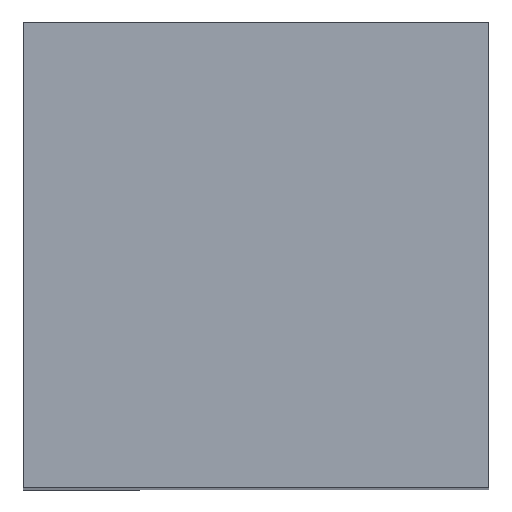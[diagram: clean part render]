
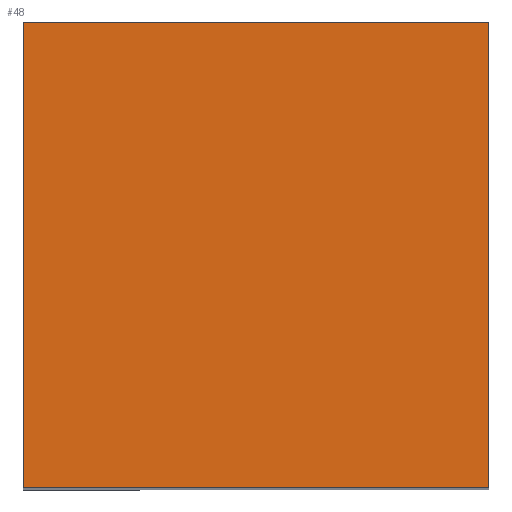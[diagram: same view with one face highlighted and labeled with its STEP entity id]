
A CAD part, top view. The second image highlights one B-rep face of the part: STEP entity #48.
In plain terms, the highlighted planar face has unit normal (0, 0, 1).
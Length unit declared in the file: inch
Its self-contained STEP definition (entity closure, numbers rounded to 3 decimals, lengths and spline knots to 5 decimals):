
#3 = VERTEX_POINT ( 'NONE', #583 ) ;
#32 = EDGE_CURVE ( 'NONE', #169, #245, #327, .T. ) ;
#48 = ADVANCED_FACE ( 'NONE', ( #363 ), #89, .T. ) ;
#60 = VECTOR ( 'NONE', #622, 39.37008 ) ;
#89 = PLANE ( 'NONE',  #302 ) ;
#90 = DIRECTION ( 'NONE',  ( 0., 0., 1. ) ) ;
#97 = CARTESIAN_POINT ( 'NONE',  ( 0.1875, 0.1875, 0. ) ) ;
#106 = DIRECTION ( 'NONE',  ( 1., 0., 0. ) ) ;
#111 = CARTESIAN_POINT ( 'NONE',  ( -0.1875, 0.1875, 0. ) ) ;
#121 = ORIENTED_EDGE ( 'NONE', *, *, #171, .T. ) ;
#168 = ORIENTED_EDGE ( 'NONE', *, *, #315, .T. ) ;
#169 = VERTEX_POINT ( 'NONE', #539 ) ;
#171 = EDGE_CURVE ( 'NONE', #265, #169, #562, .T. ) ;
#180 = LINE ( 'NONE', #431, #551 ) ;
#181 = ORIENTED_EDGE ( 'NONE', *, *, #423, .T. ) ;
#207 = CARTESIAN_POINT ( 'NONE',  ( 0.1875, 0.1875, 0. ) ) ;
#242 = CARTESIAN_POINT ( 'NONE',  ( -0.1875, -0.1875, 0. ) ) ;
#245 = VERTEX_POINT ( 'NONE', #242 ) ;
#265 = VERTEX_POINT ( 'NONE', #207 ) ;
#302 = AXIS2_PLACEMENT_3D ( 'NONE', #111, #90, #106 ) ;
#315 = EDGE_CURVE ( 'NONE', #3, #265, #613, .T. ) ;
#317 = CARTESIAN_POINT ( 'NONE',  ( -0.1875, -0.1875, 0. ) ) ;
#327 = LINE ( 'NONE', #317, #351 ) ;
#346 = DIRECTION ( 'NONE',  ( 0., 1., 0. ) ) ;
#350 = CARTESIAN_POINT ( 'NONE',  ( 0.1875, -0.1875, 0. ) ) ;
#351 = VECTOR ( 'NONE', #366, 39.37008 ) ;
#363 = FACE_OUTER_BOUND ( 'NONE', #503, .T. ) ;
#366 = DIRECTION ( 'NONE',  ( 0., -1., 0. ) ) ;
#420 = DIRECTION ( 'NONE',  ( 1., 0., 0. ) ) ;
#423 = EDGE_CURVE ( 'NONE', #245, #3, #180, .T. ) ;
#431 = CARTESIAN_POINT ( 'NONE',  ( 0.1875, -0.1875, 0. ) ) ;
#491 = ORIENTED_EDGE ( 'NONE', *, *, #32, .T. ) ;
#503 = EDGE_LOOP ( 'NONE', ( #491, #181, #168, #121 ) ) ;
#514 = VECTOR ( 'NONE', #346, 39.37008 ) ;
#539 = CARTESIAN_POINT ( 'NONE',  ( -0.1875, 0.1875, 0. ) ) ;
#551 = VECTOR ( 'NONE', #420, 39.37008 ) ;
#562 = LINE ( 'NONE', #97, #60 ) ;
#583 = CARTESIAN_POINT ( 'NONE',  ( 0.1875, -0.1875, 0. ) ) ;
#613 = LINE ( 'NONE', #350, #514 ) ;
#622 = DIRECTION ( 'NONE',  ( -1., 0., 0. ) ) ;
